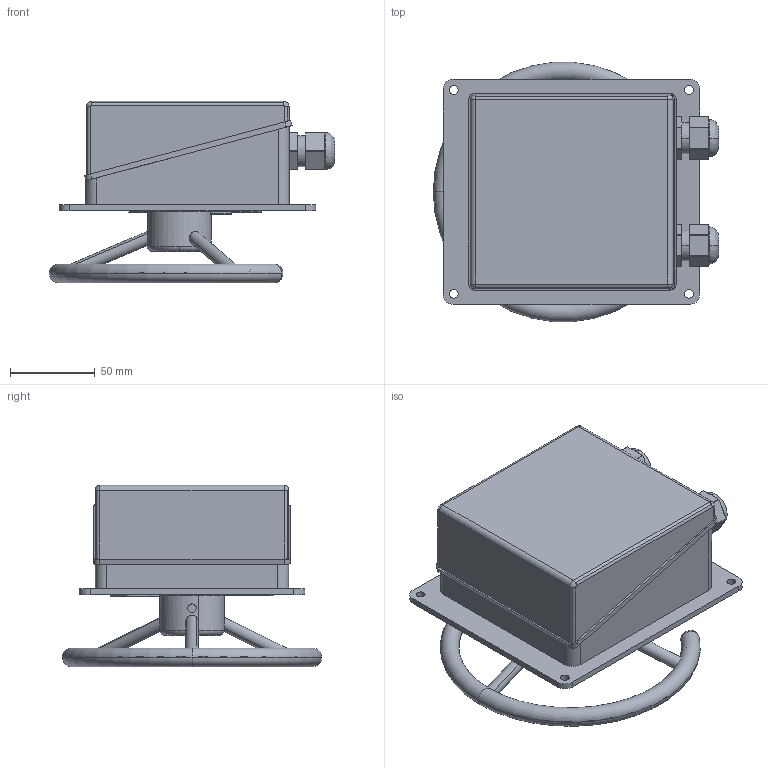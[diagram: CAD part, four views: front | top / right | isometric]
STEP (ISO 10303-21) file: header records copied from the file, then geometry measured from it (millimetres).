
FILE_DESCRIPTION (( 'STEP AP214' ), '1' );
FILE_NAME ('7181-3.STEP', '2023-05-10T18:00:13', ( '' ), ( '' ), 'SwSTEP 2.0', 'SolidWorks 2023', '' );
FILE_SCHEMA (( 'AUTOMOTIVE_DESIGN' ));
Length unit declared in the file: millimetre
Products named in the file (1): 7181-3
Bounding box: 168.89 x 153.39 x 107.26 mm (x, y, z)
Volume: 302944.1 mm3; surface area: 179254.1 mm2
Topology: 5 solids, 5 shells, 860 faces, 2260 edges, 1468 vertices
Faces by surface type: plane 397, cylinder 213, bspline 173, torus 37, cone 34, sphere 6
Entity records: 38730 total; most frequent: CARTESIAN_POINT 18720, ORIENTED_EDGE 4490, DIRECTION 3622, EDGE_CURVE 2245, VERTEX_POINT 1469, AXIS2_PLACEMENT_3D 1229, LINE 1164, VECTOR 1164
